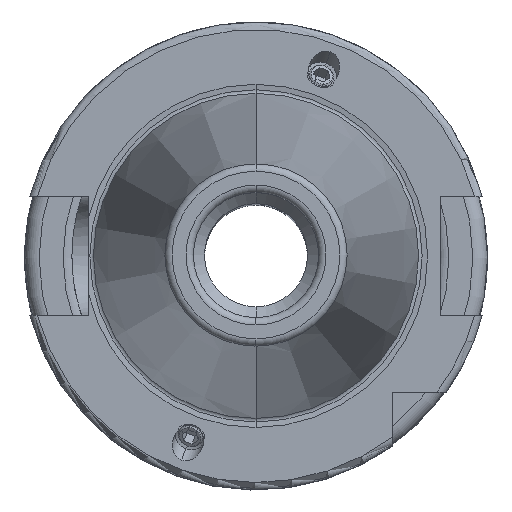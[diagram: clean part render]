
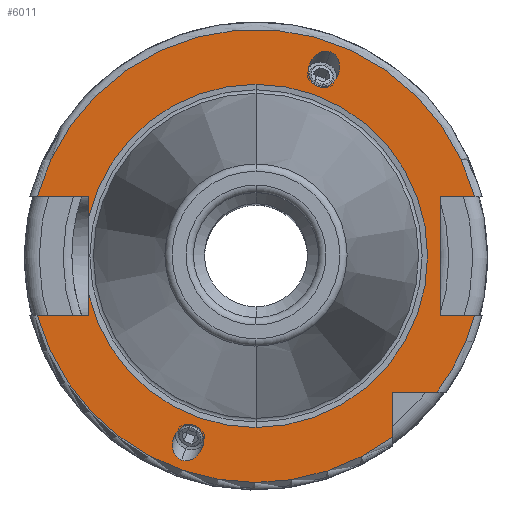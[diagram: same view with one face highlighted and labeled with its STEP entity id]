
A CAD part, top view. The second image highlights one B-rep face of the part: STEP entity #6011.
In plain terms, the highlighted planar face has unit normal (0, 0, 1).
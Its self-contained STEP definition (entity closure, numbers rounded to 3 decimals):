
#380=DIRECTION('',(1,0,0));
#381=VECTOR('',#380,7.004);
#382=CARTESIAN_POINT('',(-29.704,-8.05,18.1));
#383=LINE('',#382,#381);
#384=DIRECTION('',(0,1,0));
#385=VECTOR('',#384,2.753);
#386=CARTESIAN_POINT('',(-22.7,-8.05,18.1));
#387=LINE('',#386,#385);
#388=DIRECTION('',(0,1,0));
#389=VECTOR('',#388,2.753);
#390=CARTESIAN_POINT('',(-22.7,5.297,18.1));
#391=LINE('',#390,#389);
#392=DIRECTION('',(1,0,0));
#393=VECTOR('',#392,7.004);
#394=CARTESIAN_POINT('',(-29.704,8.05,18.1));
#395=LINE('',#394,#393);
#396=DIRECTION('',(-1,0,0));
#397=VECTOR('',#396,4.704);
#398=CARTESIAN_POINT('',(29.704,8.05,18.1));
#399=LINE('',#398,#397);
#400=DIRECTION('',(0,-1,0));
#401=VECTOR('',#400,16.1);
#402=CARTESIAN_POINT('',(25,8.05,18.1));
#403=LINE('',#402,#401);
#404=DIRECTION('',(-1,0,0));
#405=VECTOR('',#404,4.704);
#406=CARTESIAN_POINT('',(29.704,-8.05,18.1));
#407=LINE('',#406,#405);
#408=CARTESIAN_POINT('',(0,0,18.1));
#409=DIRECTION('',(0,0,1));
#410=DIRECTION('',(0.799,-0.601,0));
#411=AXIS2_PLACEMENT_3D('',#408,#409,#410);
#413=DIRECTION('',(-1,0,0));
#414=VECTOR('',#413,6.094);
#415=CARTESIAN_POINT('',(24.594,-18.5,18.1));
#416=LINE('',#415,#414);
#417=DIRECTION('',(0,1,0));
#418=VECTOR('',#417,6.094);
#419=CARTESIAN_POINT('',(18.5,-24.594,18.1));
#420=LINE('',#419,#418);
#421=CARTESIAN_POINT('',(10.09,27.723,18.1));
#422=CARTESIAN_POINT('',(9.863,27.806,18.1));
#423=CARTESIAN_POINT('',(9.337,27.884,18.1));
#424=CARTESIAN_POINT('',(8.455,27.594,18.1));
#425=CARTESIAN_POINT('',(7.834,27.033,18.1));
#426=CARTESIAN_POINT('',(7.483,26.49,18.1));
#427=CARTESIAN_POINT('',(7.298,26.077,18.1));
#428=CARTESIAN_POINT('',(7.174,25.641,18.1));
#429=CARTESIAN_POINT('',(7.094,25.,18.1));
#430=CARTESIAN_POINT('',(7.208,24.17,18.1));
#431=CARTESIAN_POINT('',(7.698,23.381,18.1));
#432=CARTESIAN_POINT('',(8.152,23.103,18.1));
#433=CARTESIAN_POINT('',(8.379,23.02,18.1));
#435=CARTESIAN_POINT('',(8.379,23.02,18.1));
#436=CARTESIAN_POINT('',(8.606,22.937,18.1));
#437=CARTESIAN_POINT('',(9.133,22.859,18.1));
#438=CARTESIAN_POINT('',(10.014,23.149,18.1));
#439=CARTESIAN_POINT('',(10.635,23.711,18.1));
#440=CARTESIAN_POINT('',(10.986,24.253,18.1));
#441=CARTESIAN_POINT('',(11.171,24.667,18.1));
#442=CARTESIAN_POINT('',(11.295,25.103,18.1));
#443=CARTESIAN_POINT('',(11.375,25.744,18.1));
#444=CARTESIAN_POINT('',(11.261,26.573,18.1));
#445=CARTESIAN_POINT('',(10.771,27.362,18.1));
#446=CARTESIAN_POINT('',(10.318,27.641,18.1));
#447=CARTESIAN_POINT('',(10.09,27.723,18.1));
#449=CARTESIAN_POINT('',(-10.09,-27.723,18.1));
#450=CARTESIAN_POINT('',(-10.318,-27.641,18.1));
#451=CARTESIAN_POINT('',(-10.771,-27.362,18.1));
#452=CARTESIAN_POINT('',(-11.261,-26.573,18.1));
#453=CARTESIAN_POINT('',(-11.375,-25.744,18.1));
#454=CARTESIAN_POINT('',(-11.295,-25.103,18.1));
#455=CARTESIAN_POINT('',(-11.171,-24.667,18.1));
#456=CARTESIAN_POINT('',(-10.986,-24.253,18.1));
#457=CARTESIAN_POINT('',(-10.635,-23.711,18.1));
#458=CARTESIAN_POINT('',(-10.014,-23.149,18.1));
#459=CARTESIAN_POINT('',(-9.133,-22.859,18.1));
#460=CARTESIAN_POINT('',(-8.606,-22.937,18.1));
#461=CARTESIAN_POINT('',(-8.379,-23.02,18.1));
#463=CARTESIAN_POINT('',(-8.379,-23.02,18.1));
#464=CARTESIAN_POINT('',(-8.152,-23.103,18.1));
#465=CARTESIAN_POINT('',(-7.698,-23.381,18.1));
#466=CARTESIAN_POINT('',(-7.208,-24.17,18.1));
#467=CARTESIAN_POINT('',(-7.094,-25.,18.1));
#468=CARTESIAN_POINT('',(-7.174,-25.641,18.1));
#469=CARTESIAN_POINT('',(-7.298,-26.077,18.1));
#470=CARTESIAN_POINT('',(-7.483,-26.49,18.1));
#471=CARTESIAN_POINT('',(-7.834,-27.033,18.1));
#472=CARTESIAN_POINT('',(-8.455,-27.594,18.1));
#473=CARTESIAN_POINT('',(-9.337,-27.884,18.1));
#474=CARTESIAN_POINT('',(-9.863,-27.806,18.1));
#475=CARTESIAN_POINT('',(-10.09,-27.723,18.1));
#485=CARTESIAN_POINT('',(0,0,18.1));
#486=DIRECTION('',(0,0,1));
#487=DIRECTION('',(0,1,0));
#488=AXIS2_PLACEMENT_3D('',#485,#486,#487);
#498=CARTESIAN_POINT('',(0,0,18.1));
#499=DIRECTION('',(0,0,1));
#500=DIRECTION('',(-0.974,-0.227,0));
#501=AXIS2_PLACEMENT_3D('',#498,#499,#500);
#503=CARTESIAN_POINT('',(0,0,18.1));
#504=DIRECTION('',(0,0,-1));
#505=DIRECTION('',(0,1,0));
#506=AXIS2_PLACEMENT_3D('',#503,#504,#505);
#3608=CARTESIAN_POINT('',(0,0,18.1));
#3609=DIRECTION('',(0,0,1));
#3610=DIRECTION('',(0.965,0.262,0));
#3611=AXIS2_PLACEMENT_3D('',#3608,#3609,#3610);
#3659=CARTESIAN_POINT('',(0,0,18.1));
#3660=DIRECTION('',(0,0,1));
#3661=DIRECTION('',(-0.965,-0.262,0));
#3662=AXIS2_PLACEMENT_3D('',#3659,#3660,#3661);
#4884=CARTESIAN_POINT('',(-29.704,-8.05,18.1));
#4885=CARTESIAN_POINT('',(-22.7,-8.05,18.1));
#4886=VERTEX_POINT('',#4884);
#4887=VERTEX_POINT('',#4885);
#4888=CARTESIAN_POINT('',(-22.7,-5.297,18.1));
#4889=VERTEX_POINT('',#4888);
#4890=CARTESIAN_POINT('',(-22.7,5.297,18.1));
#4891=CARTESIAN_POINT('',(-22.7,8.05,18.1));
#4892=VERTEX_POINT('',#4890);
#4893=VERTEX_POINT('',#4891);
#4894=CARTESIAN_POINT('',(-29.704,8.05,18.1));
#4895=VERTEX_POINT('',#4894);
#4896=CARTESIAN_POINT('',(25,8.05,18.1));
#4897=CARTESIAN_POINT('',(25,-8.05,18.1));
#4898=VERTEX_POINT('',#4896);
#4899=VERTEX_POINT('',#4897);
#4900=CARTESIAN_POINT('',(29.704,-8.05,18.1));
#4901=VERTEX_POINT('',#4900);
#4902=CARTESIAN_POINT('',(29.704,8.05,18.1));
#4903=VERTEX_POINT('',#4902);
#4904=CARTESIAN_POINT('',(18.5,-24.594,18.1));
#4905=CARTESIAN_POINT('',(18.5,-18.5,18.1));
#4906=VERTEX_POINT('',#4904);
#4907=VERTEX_POINT('',#4905);
#4908=CARTESIAN_POINT('',(24.594,-18.5,18.1));
#4909=VERTEX_POINT('',#4908);
#4958=VERTEX_POINT('',#421);
#4959=VERTEX_POINT('',#433);
#5003=CARTESIAN_POINT('',(-10.09,-27.723,18.1));
#5005=VERTEX_POINT('',#5003);
#5006=CARTESIAN_POINT('',(-8.379,-23.02,18.1));
#5007=VERTEX_POINT('',#5006);
#5048=CARTESIAN_POINT('',(0,23.31,18.1));
#5049=VERTEX_POINT('',#5048);
#5050=CARTESIAN_POINT('',(0,-23.31,18.1));
#5051=VERTEX_POINT('',#5050);
#5967=CARTESIAN_POINT('',(0,0,18.1));
#5968=DIRECTION('',(0,0,-1));
#5969=DIRECTION('',(0,-1,0));
#5970=AXIS2_PLACEMENT_3D('',#5967,#5968,#5969);
#5971=PLANE('',#5970);
#5972=ORIENTED_EDGE('',*,*,#5834,.T.);
#5973=ORIENTED_EDGE('',*,*,#5962,.T.);
#5975=ORIENTED_EDGE('',*,*,#5974,.T.);
#5977=ORIENTED_EDGE('',*,*,#5976,.F.);
#5979=ORIENTED_EDGE('',*,*,#5978,.T.);
#5980=ORIENTED_EDGE('',*,*,#5958,.T.);
#5981=ORIENTED_EDGE('',*,*,#5945,.F.);
#5983=ORIENTED_EDGE('',*,*,#5982,.F.);
#5985=ORIENTED_EDGE('',*,*,#5984,.T.);
#5987=ORIENTED_EDGE('',*,*,#5986,.T.);
#5988=ORIENTED_EDGE('',*,*,#5568,.F.);
#5990=ORIENTED_EDGE('',*,*,#5989,.F.);
#5992=ORIENTED_EDGE('',*,*,#5991,.T.);
#5994=ORIENTED_EDGE('',*,*,#5993,.F.);
#5996=ORIENTED_EDGE('',*,*,#5995,.F.);
#5997=EDGE_LOOP('',(#5972,#5973,#5975,#5977,#5979,#5980,#5981,#5983,#5985,#5987,
#5988,#5990,#5992,#5994,#5996));
#5998=FACE_OUTER_BOUND('',#5997,.F.);
#6000=ORIENTED_EDGE('',*,*,#5999,.T.);
#6002=ORIENTED_EDGE('',*,*,#6001,.T.);
#6003=EDGE_LOOP('',(#6000,#6002));
#6004=FACE_BOUND('',#6003,.F.);
#6006=ORIENTED_EDGE('',*,*,#6005,.F.);
#6008=ORIENTED_EDGE('',*,*,#6007,.F.);
#6009=EDGE_LOOP('',(#6006,#6008));
#6010=FACE_BOUND('',#6009,.F.);
#6011=ADVANCED_FACE('',(#5998,#6004,#6010),#5971,.F.);
#412=CIRCLE('',#411,30.775);
#434=B_SPLINE_CURVE_WITH_KNOTS('',3,(#421,#422,#423,#424,#425,#426,#427,#428,
#429,#430,#431,#432,#433),.UNSPECIFIED.,.F.,.F.,(4,1,1,1,1,1,1,1,1,1,4),(0,
0.125,0.25,0.375,0.438,0.5,0.563,0.625,0.75,0.875,1),
.UNSPECIFIED.);
#448=B_SPLINE_CURVE_WITH_KNOTS('',3,(#435,#436,#437,#438,#439,#440,#441,#442,
#443,#444,#445,#446,#447),.UNSPECIFIED.,.F.,.F.,(4,1,1,1,1,1,1,1,1,1,4),(0,
0.125,0.25,0.375,0.438,0.5,0.563,0.625,0.75,0.875,1),
.UNSPECIFIED.);
#462=B_SPLINE_CURVE_WITH_KNOTS('',3,(#449,#450,#451,#452,#453,#454,#455,#456,
#457,#458,#459,#460,#461),.UNSPECIFIED.,.F.,.F.,(4,1,1,1,1,1,1,1,1,1,4),(0,
0.125,0.25,0.375,0.438,0.5,0.563,0.625,0.75,0.875,1),
.UNSPECIFIED.);
#476=B_SPLINE_CURVE_WITH_KNOTS('',3,(#463,#464,#465,#466,#467,#468,#469,#470,
#471,#472,#473,#474,#475),.UNSPECIFIED.,.F.,.F.,(4,1,1,1,1,1,1,1,1,1,4),(0,
0.125,0.25,0.375,0.438,0.5,0.563,0.625,0.75,0.875,1),
.UNSPECIFIED.);
#489=CIRCLE('',#488,23.31);
#502=CIRCLE('',#501,23.31);
#507=CIRCLE('',#506,23.31);
#3612=CIRCLE('',#3611,30.775);
#3663=CIRCLE('',#3662,30.775);
#5568=EDGE_CURVE('',#4901,#4899,#407,.T.);
#5834=EDGE_CURVE('',#4886,#4887,#383,.T.);
#5945=EDGE_CURVE('',#4895,#4893,#395,.T.);
#5958=EDGE_CURVE('',#4892,#4893,#391,.T.);
#5962=EDGE_CURVE('',#4887,#4889,#387,.T.);
#5974=EDGE_CURVE('',#4889,#5051,#502,.T.);
#5976=EDGE_CURVE('',#5049,#5051,#507,.T.);
#5978=EDGE_CURVE('',#5049,#4892,#489,.T.);
#5982=EDGE_CURVE('',#4903,#4895,#3612,.T.);
#5984=EDGE_CURVE('',#4903,#4898,#399,.T.);
#5986=EDGE_CURVE('',#4898,#4899,#403,.T.);
#5989=EDGE_CURVE('',#4909,#4901,#412,.T.);
#5991=EDGE_CURVE('',#4909,#4907,#416,.T.);
#5993=EDGE_CURVE('',#4906,#4907,#420,.T.);
#5995=EDGE_CURVE('',#4886,#4906,#3663,.T.);
#5999=EDGE_CURVE('',#4958,#4959,#434,.T.);
#6001=EDGE_CURVE('',#4959,#4958,#448,.T.);
#6005=EDGE_CURVE('',#5005,#5007,#462,.T.);
#6007=EDGE_CURVE('',#5007,#5005,#476,.T.);
